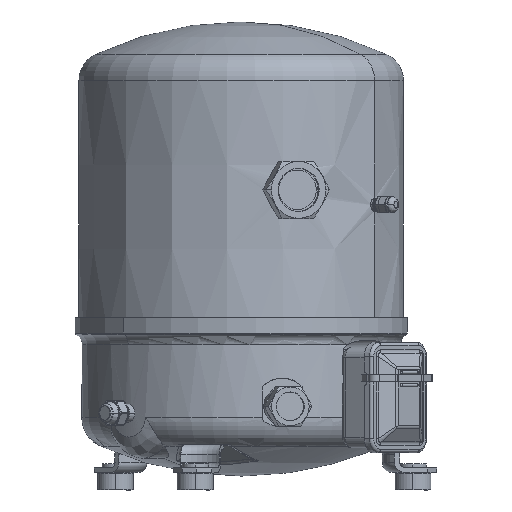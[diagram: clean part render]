
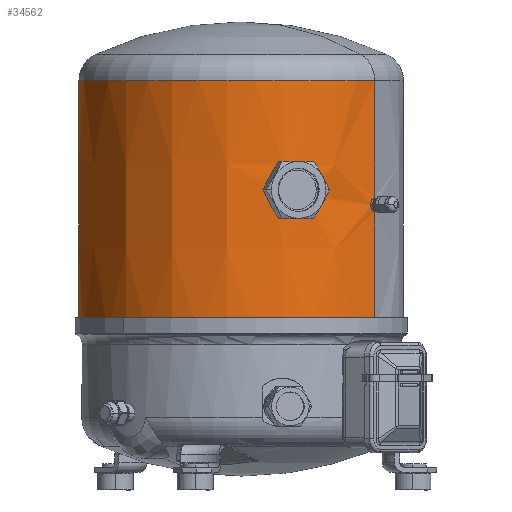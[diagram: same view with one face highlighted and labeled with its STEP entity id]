
A CAD part, left-side view. The second image highlights one B-rep face of the part: STEP entity #34562.
In plain terms, the highlighted conical face has half-angle 0.019 degrees and reference radius 143.887 mm.
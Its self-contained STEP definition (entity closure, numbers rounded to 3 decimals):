
#34059=CARTESIAN_POINT('',(0.,-143.886,119.375));
#34108=CARTESIAN_POINT('',(-0.604,-143.888,107.857));
#34109=CARTESIAN_POINT('',(-0.594,-143.888,107.977));
#34110=CARTESIAN_POINT('',(-0.575,-143.888,108.21));
#34111=CARTESIAN_POINT('',(-0.547,-143.888,108.533));
#34112=CARTESIAN_POINT('',(-0.52,-143.888,108.834));
#34113=CARTESIAN_POINT('',(-0.493,-143.888,109.113));
#34114=CARTESIAN_POINT('',(-0.467,-143.888,109.373));
#34115=CARTESIAN_POINT('',(-0.442,-143.888,109.613));
#34116=CARTESIAN_POINT('',(-0.416,-143.888,109.837));
#34117=CARTESIAN_POINT('',(-0.392,-143.888,110.044));
#34118=CARTESIAN_POINT('',(-0.367,-143.888,110.236));
#34119=CARTESIAN_POINT('',(-0.343,-143.888,110.415));
#34120=CARTESIAN_POINT('',(-0.319,-143.888,110.58));
#34121=CARTESIAN_POINT('',(-0.295,-143.888,110.733));
#34122=CARTESIAN_POINT('',(-0.27,-143.888,110.875));
#34123=CARTESIAN_POINT('',(-0.246,-143.888,111.006));
#34124=CARTESIAN_POINT('',(-0.221,-143.888,111.127));
#34125=CARTESIAN_POINT('',(-0.195,-143.888,111.239));
#34126=CARTESIAN_POINT('',(-0.167,-143.888,111.341));
#34127=CARTESIAN_POINT('',(-0.138,-143.888,111.435));
#34128=CARTESIAN_POINT('',(-0.105,-143.888,111.518));
#34129=CARTESIAN_POINT('',(-0.066,-143.888,111.596));
#34130=CARTESIAN_POINT('',(-0.024,-143.888,111.621));
#34131=CARTESIAN_POINT('',(0.,-143.888,111.629));
#34138=CARTESIAN_POINT('',(-5.775,-143.771,113.6));
#34139=CARTESIAN_POINT('',(-5.775,-143.771,114.103));
#34140=CARTESIAN_POINT('',(-5.642,-143.776,
115.109));
#34141=CARTESIAN_POINT('',(-5.065,-143.797,
116.511));
#34142=CARTESIAN_POINT('',(-4.132,-143.827,
117.728));
#34143=CARTESIAN_POINT('',(-2.939,-143.857,
118.648));
#34144=CARTESIAN_POINT('',(-1.517,-143.879,
119.243));
#34145=CARTESIAN_POINT('',(-0.506,-143.886,119.375));
#34146=CARTESIAN_POINT('',(0.,-143.886,119.375));
#34148=CARTESIAN_POINT('',(-0.604,-143.888,107.857));
#34149=CARTESIAN_POINT('',(-1.175,-143.885,
107.917));
#34150=CARTESIAN_POINT('',(-2.293,-143.873,
108.208));
#34151=CARTESIAN_POINT('',(-3.748,-143.842,
109.099));
#34152=CARTESIAN_POINT('',(-4.886,-143.806,
110.368));
#34153=CARTESIAN_POINT('',(-5.611,-143.778,
111.916));
#34154=CARTESIAN_POINT('',(-5.775,-143.771,113.039));
#34155=CARTESIAN_POINT('',(-5.775,-143.771,113.6));
#34157=DIRECTION('',(0.,0.,
-1.));
#34158=VECTOR('',#34157,111.629);
#34159=CARTESIAN_POINT('',(0.,-143.888,111.629));
#34160=LINE('',#34159,#34158);
#34161=DIRECTION('',(0.,0.,-1.));
#34162=VECTOR('',#34161,223.258);
#34163=CARTESIAN_POINT('',(0.,143.85,223.258));
#34164=LINE('',#34163,#34162);
#34165=CARTESIAN_POINT('',(0.,0.,223.258));
#34166=DIRECTION('',(0.,0.,-1.));
#34167=DIRECTION('',(0.,-1.,0.));
#34168=AXIS2_PLACEMENT_3D('',#34165,#34166,#34167);
#34170=DIRECTION('',(0.,0.,
-1.));
#34171=VECTOR('',#34170,103.883);
#34172=CARTESIAN_POINT('',(0.,-143.85,223.258));
#34173=LINE('',#34172,#34171);
#34174=CARTESIAN_POINT('',(-101.023,-102.453,
126.75));
#34175=CARTESIAN_POINT('',(-101.022,-102.452,
128.176));
#34176=CARTESIAN_POINT('',(-100.775,-102.696,
131.032));
#34177=CARTESIAN_POINT('',(-99.671,-103.771,
135.078));
#34178=CARTESIAN_POINT('',(-97.873,-105.473,
138.652));
#34179=CARTESIAN_POINT('',(-95.46,-107.668,
141.531));
#34180=CARTESIAN_POINT('',(-92.552,-110.182,
143.54));
#34181=CARTESIAN_POINT('',(-89.301,-112.836,
144.57));
#34182=CARTESIAN_POINT('',(-85.879,-115.462,
144.57));
#34183=CARTESIAN_POINT('',(-82.474,-117.915,
143.54));
#34184=CARTESIAN_POINT('',(-79.293,-120.073,
141.531));
#34185=CARTESIAN_POINT('',(-76.548,-121.837,
138.652));
#34186=CARTESIAN_POINT('',(-74.438,-123.133,
135.079));
#34187=CARTESIAN_POINT('',(-73.115,-123.921,
131.032));
#34188=CARTESIAN_POINT('',(-72.815,-124.097,
128.176));
#34189=CARTESIAN_POINT('',(-72.815,-124.097,
126.75));
#34191=CARTESIAN_POINT('',(-72.815,-124.097,
126.75));
#34192=CARTESIAN_POINT('',(-72.815,-124.098,
125.323));
#34193=CARTESIAN_POINT('',(-73.116,-123.923,
122.467));
#34194=CARTESIAN_POINT('',(-74.441,-123.137,
118.421));
#34195=CARTESIAN_POINT('',(-76.553,-121.843,
114.847));
#34196=CARTESIAN_POINT('',(-79.299,-120.081,
111.969));
#34197=CARTESIAN_POINT('',(-82.481,-117.924,
109.96));
#34198=CARTESIAN_POINT('',(-85.886,-115.471,
108.93));
#34199=CARTESIAN_POINT('',(-89.308,-112.846,
108.93));
#34200=CARTESIAN_POINT('',(-92.559,-110.191,
109.96));
#34201=CARTESIAN_POINT('',(-95.466,-107.676,
111.969));
#34202=CARTESIAN_POINT('',(-97.878,-105.48,
114.848));
#34203=CARTESIAN_POINT('',(-99.675,-103.775,
118.421));
#34204=CARTESIAN_POINT('',(-100.776,-102.698,
122.467));
#34205=CARTESIAN_POINT('',(-101.023,-102.453,
125.323));
#34206=CARTESIAN_POINT('',(-101.023,-102.453,
126.75));
#34208=CARTESIAN_POINT('',(0.,0.,0.));
#34209=DIRECTION('',(0.,0.,-1.));
#34210=DIRECTION('',(0.,-1.,0.));
#34211=AXIS2_PLACEMENT_3D('',#34208,#34209,#34210);
#34369=CARTESIAN_POINT('',(0.,-143.85,223.258));
#34370=VERTEX_POINT('',#34369);
#34373=CARTESIAN_POINT('',(0.,143.85,223.258));
#34374=VERTEX_POINT('',#34373);
#34375=CARTESIAN_POINT('',(0.,143.925,0.));
#34376=VERTEX_POINT('',#34375);
#34377=CARTESIAN_POINT('',(0.,-143.925,0.));
#34378=VERTEX_POINT('',#34377);
#34379=VERTEX_POINT('',#34174);
#34380=VERTEX_POINT('',#34189);
#34386=VERTEX_POINT('',#34059);
#34388=CARTESIAN_POINT('',(-5.775,-143.771,113.6));
#34390=VERTEX_POINT('',#34388);
#34394=VERTEX_POINT('',#34148);
#34395=CARTESIAN_POINT('',(0.,-143.888,111.629));
#34396=VERTEX_POINT('',#34395);
#34540=CARTESIAN_POINT('',(0.,0.,111.629));
#34541=DIRECTION('',(0.,0.,-1.));
#34542=DIRECTION('',(0.,-1.,0.));
#34543=AXIS2_PLACEMENT_3D('',#34540,#34541,#34542);
#34544=CONICAL_SURFACE('',#34543,143.888,0.019);
#34545=ORIENTED_EDGE('',*,*,#34504,.F.);
#34546=ORIENTED_EDGE('',*,*,#34517,.F.);
#34547=ORIENTED_EDGE('',*,*,#34534,.T.);
#34548=ORIENTED_EDGE('',*,*,#34481,.T.);
#34550=ORIENTED_EDGE('',*,*,#34549,.T.);
#34551=ORIENTED_EDGE('',*,*,#34477,.F.);
#34552=ORIENTED_EDGE('',*,*,#34446,.F.);
#34553=ORIENTED_EDGE('',*,*,#34474,.T.);
#34554=EDGE_LOOP('',(#34545,#34546,#34547,#34548,#34550,#34551,#34552,#34553));
#34555=FACE_OUTER_BOUND('',#34554,.F.);
#34557=ORIENTED_EDGE('',*,*,#34556,.F.);
#34559=ORIENTED_EDGE('',*,*,#34558,.F.);
#34560=EDGE_LOOP('',(#34557,#34559));
#34561=FACE_BOUND('',#34560,.F.);
#34562=ADVANCED_FACE('',(#34555,#34561),#34544,.T.);
#34132=B_SPLINE_CURVE_WITH_KNOTS('',3,(#34108,#34109,#34110,#34111,#34112,
#34113,#34114,#34115,#34116,#34117,#34118,#34119,#34120,#34121,#34122,#34123,
#34124,#34125,#34126,#34127,#34128,#34129,#34130,#34131),.UNSPECIFIED.,.F.,.F.,(
4,1,1,1,1,1,1,1,1,1,1,1,1,1,1,1,1,1,1,1,1,4),(0.,0.048,
0.095,0.143,0.19,0.238,
0.286,0.333,0.381,0.429,
0.476,0.524,0.571,0.619,
0.667,0.714,0.762,0.81,
0.857,0.905,0.952,1.),.UNSPECIFIED.);
#34147=B_SPLINE_CURVE_WITH_KNOTS('',3,(#34138,#34139,#34140,#34141,#34142,
#34143,#34144,#34145,#34146),.UNSPECIFIED.,.F.,.F.,(4,1,1,1,1,1,4),(0.,
0.167,0.333,0.5,0.667,0.833,
1.),.UNSPECIFIED.);
#34156=B_SPLINE_CURVE_WITH_KNOTS('',3,(#34148,#34149,#34150,#34151,#34152,
#34153,#34154,#34155),.UNSPECIFIED.,.F.,.F.,(4,1,1,1,1,4),(0.,0.2,0.4,
0.6,0.8,1.),.UNSPECIFIED.);
#34169=CIRCLE('',#34168,143.85);
#34190=B_SPLINE_CURVE_WITH_KNOTS('',3,(#34174,#34175,#34176,#34177,#34178,
#34179,#34180,#34181,#34182,#34183,#34184,#34185,#34186,#34187,#34188,#34189),
.UNSPECIFIED.,.F.,.F.,(4,1,1,1,1,1,1,1,1,1,1,1,1,4),(0.,0.077,
0.154,0.231,0.308,0.385,
0.462,0.538,0.615,0.692,
0.769,0.846,0.923,1.),.UNSPECIFIED.);
#34207=B_SPLINE_CURVE_WITH_KNOTS('',3,(#34191,#34192,#34193,#34194,#34195,
#34196,#34197,#34198,#34199,#34200,#34201,#34202,#34203,#34204,#34205,#34206),
.UNSPECIFIED.,.F.,.F.,(4,1,1,1,1,1,1,1,1,1,1,1,1,4),(0.,0.077,
0.154,0.231,0.308,0.385,
0.462,0.538,0.615,0.692,
0.769,0.846,0.923,1.),.UNSPECIFIED.);
#34212=CIRCLE('',#34211,143.925);
#34446=EDGE_CURVE('',#34370,#34374,#34169,.T.);
#34474=EDGE_CURVE('',#34370,#34386,#34173,.T.);
#34477=EDGE_CURVE('',#34374,#34376,#34164,.T.);
#34481=EDGE_CURVE('',#34396,#34378,#34160,.T.);
#34504=EDGE_CURVE('',#34390,#34386,#34147,.T.);
#34517=EDGE_CURVE('',#34394,#34390,#34156,.T.);
#34534=EDGE_CURVE('',#34394,#34396,#34132,.T.);
#34549=EDGE_CURVE('',#34378,#34376,#34212,.T.);
#34556=EDGE_CURVE('',#34379,#34380,#34190,.T.);
#34558=EDGE_CURVE('',#34380,#34379,#34207,.T.);
